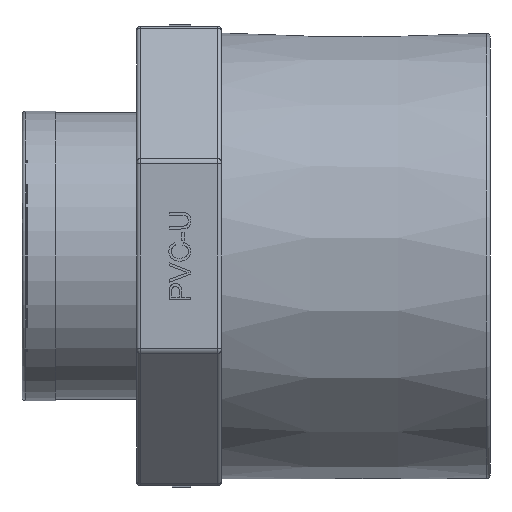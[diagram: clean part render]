
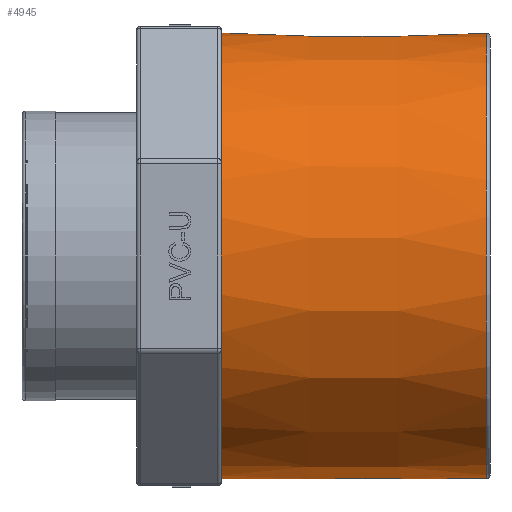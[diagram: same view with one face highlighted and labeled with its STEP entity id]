
A CAD part, left-side view. The second image highlights one B-rep face of the part: STEP entity #4945.
In plain terms, the highlighted conical face has half-angle 0.075 degrees and reference radius 31.55 mm.
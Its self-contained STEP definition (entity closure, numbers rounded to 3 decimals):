
#87=CONICAL_SURFACE('',#5303,31.55,0.001);
#338=FACE_OUTER_BOUND('',#670,.T.);
#670=EDGE_LOOP('',(#3699,#3700,#3701,#3702,#3703));
#1131=CIRCLE('',#5302,31.55);
#1132=CIRCLE('',#5304,31.501);
#1133=CIRCLE('',#5305,31.501);
#1367=LINE('',#10333,#1851);
#1851=VECTOR('',#5892,31.55);
#2431=VERTEX_POINT('',#10329);
#2432=VERTEX_POINT('',#10332);
#2433=VERTEX_POINT('',#10334);
#2930=EDGE_CURVE('',#2431,#2431,#1131,.T.);
#2931=EDGE_CURVE('',#2431,#2432,#1367,.T.);
#2932=EDGE_CURVE('',#2433,#2432,#1132,.T.);
#2933=EDGE_CURVE('',#2432,#2433,#1133,.T.);
#3699=ORIENTED_EDGE('',*,*,#2930,.T.);
#3700=ORIENTED_EDGE('',*,*,#2931,.T.);
#3701=ORIENTED_EDGE('',*,*,#2932,.F.);
#3702=ORIENTED_EDGE('',*,*,#2933,.F.);
#3703=ORIENTED_EDGE('',*,*,#2931,.F.);
#4945=ADVANCED_FACE('',(#338),#87,.T.);
#5302=AXIS2_PLACEMENT_3D('',#10330,#5888,#5889);
#5303=AXIS2_PLACEMENT_3D('',#10331,#5890,#5891);
#5304=AXIS2_PLACEMENT_3D('',#10335,#5893,#5894);
#5305=AXIS2_PLACEMENT_3D('',#10336,#5895,#5896);
#5888=DIRECTION('center_axis',(0.,-1.,0.));
#5889=DIRECTION('ref_axis',(0.,0.,-1.));
#5890=DIRECTION('center_axis',(0.,1.,0.));
#5891=DIRECTION('ref_axis',(0.,0.,1.));
#5892=DIRECTION('',(0.,-1.,0.001));
#5893=DIRECTION('center_axis',(0.,-1.,0.));
#5894=DIRECTION('ref_axis',(0.,0.,-1.));
#5895=DIRECTION('center_axis',(0.,-1.,0.));
#5896=DIRECTION('ref_axis',(0.,0.,-1.));
#10329=CARTESIAN_POINT('',(0.,-28.,-31.55));
#10330=CARTESIAN_POINT('Origin',(0.,-28.,0.));
#10331=CARTESIAN_POINT('Origin',(0.,-28.,0.));
#10332=CARTESIAN_POINT('',(0.,-65.501,-31.501));
#10333=CARTESIAN_POINT('',(0.,-28.,-31.55));
#10334=CARTESIAN_POINT('',(0.,-65.501,31.501));
#10335=CARTESIAN_POINT('Origin',(0.,-65.501,0.));
#10336=CARTESIAN_POINT('Origin',(0.,-65.501,0.));
